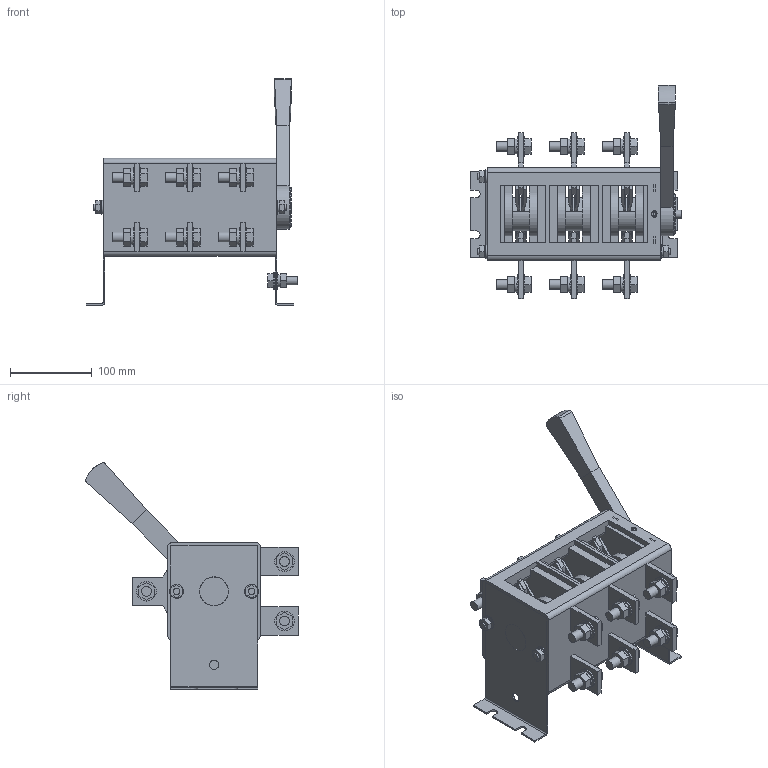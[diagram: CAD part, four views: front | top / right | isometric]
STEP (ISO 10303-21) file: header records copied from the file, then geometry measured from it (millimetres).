
FILE_DESCRIPTION (( 'STEP AP214' ), '1' );
FILE_NAME ('SRK01-200-630 Âûêëþ÷àòåëü-ðàçúåäèíèòåëü ÂÐ32È-39A70220 630À IEK.STEP', '2018-05-17T12:38:47', ( '' ), ( '' ), 'SwSTEP 2.0', 'SolidWorks 2014', '' );
FILE_SCHEMA (( 'AUTOMOTIVE_DESIGN' ));
Length unit declared in the file: millimetre
Products named in the file (1): SRK01-200-630 Âûêëþ÷àòåëü-ðàçúåäèíèòåëü ÂÐ32È-39A70220 630À IEK
Bounding box: 259.1 x 261.07 x 277.57 mm (x, y, z)
Volume: 2171700.3 mm3; surface area: 413825.9 mm2
Topology: 22 solids, 22 shells, 1026 faces, 2713 edges, 1783 vertices
Faces by surface type: plane 768, cylinder 251, bspline 5, cone 1, torus 1
Full cylindrical faces by diameter (mm): 8 x8, 8.2 x4, 10 x2, 10.4 x3, 11.2 x2, 11.364 x1, 12 x18, 12.3 x18, 12.5 x1, 14.2 x9, 17 x4, 21 x3, 24 x18, 33.5 x1, 35 x3, 35.5 x2
Entity records: 31234 total; most frequent: CARTESIAN_POINT 5666, ORIENTED_EDGE 5158, DIRECTION 5104, EDGE_CURVE 2579, LINE 1948, VECTOR 1948, VERTEX_POINT 1750, AXIS2_PLACEMENT_3D 1578
